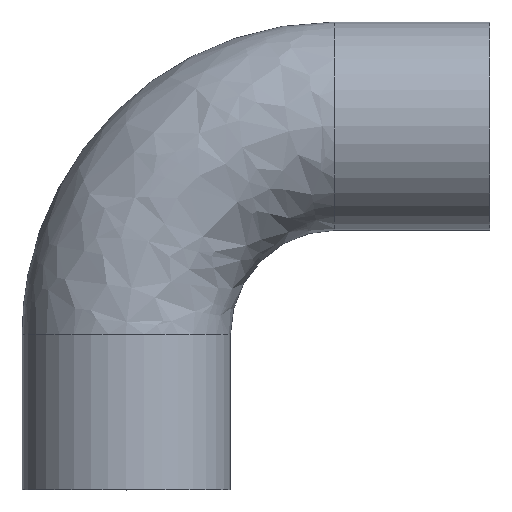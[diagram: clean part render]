
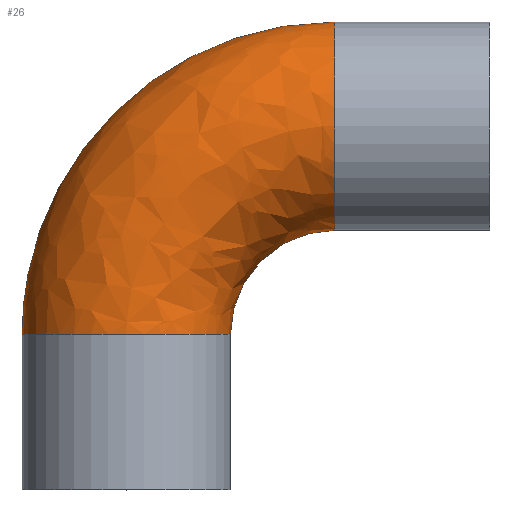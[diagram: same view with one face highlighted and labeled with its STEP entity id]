
A CAD part, top view. The second image highlights one B-rep face of the part: STEP entity #26.
In plain terms, the highlighted free-form (B-spline) face has degree [3, 3] with [7, 4] control points.
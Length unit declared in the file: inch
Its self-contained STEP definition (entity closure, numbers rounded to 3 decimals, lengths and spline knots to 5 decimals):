
#3 = FACE_OUTER_BOUND ( 'NONE', #29, .T. ) ;
#7 = CARTESIAN_POINT ( 'NONE',  ( 4.33071, 9.72441, 0. ) ) ;
#24 = DIRECTION ( 'NONE',  ( -1., 0., 0. ) ) ;
#26 = ADVANCED_FACE ( 'NONE', ( #3, #227 ), #148, .T. ) ;
#27 = CARTESIAN_POINT ( 'NONE',  ( -2.16535, 3.22835, 4.33071 ) ) ;
#29 = EDGE_LOOP ( 'NONE', ( #250 ) ) ;
#30 = CARTESIAN_POINT ( 'NONE',  ( 4.33071, 7.55906, 0. ) ) ;
#60 = CARTESIAN_POINT ( 'NONE',  ( 0.5254, 9.72441, 4.33071 ) ) ;
#61 = EDGE_LOOP ( 'NONE', ( #62 ) ) ;
#62 = ORIENTED_EDGE ( 'NONE', *, *, #185, .T. ) ;
#63 = CARTESIAN_POINT ( 'NONE',  ( 2.16535, 3.22835, 4.33071 ) ) ;
#76 = CARTESIAN_POINT ( 'NONE',  ( -2.16535, 3.22835, 0. ) ) ;
#81 = CARTESIAN_POINT ( 'NONE',  ( 4.33071, 5.3937, -4.33071 ) ) ;
#103 = DIRECTION ( 'NONE',  ( -1., 0., 0. ) ) ;
#112 = CARTESIAN_POINT ( 'NONE',  ( -2.16535, 3.22835, -4.33071 ) ) ;
#114 = AXIS2_PLACEMENT_3D ( 'NONE', #181, #158, #24 ) ;
#119 = CARTESIAN_POINT ( 'NONE',  ( -2.16535, 7.03365, 4.33071 ) ) ;
#123 = CARTESIAN_POINT ( 'NONE',  ( 3.06227, 5.3937, 0. ) ) ;
#132 = CARTESIAN_POINT ( 'NONE',  ( 4.33071, 9.72441, 0. ) ) ;
#147 = DIRECTION ( 'NONE',  ( 0., 1., 0. ) ) ;
#148 =( BOUNDED_SURFACE ( )  B_SPLINE_SURFACE ( 3, 3, ( 
 ( #232, #285, #174, #76 ),
 ( #176, #262, #265, #112 ),
 ( #81, #264, #194, #177 ),
 ( #184, #123, #190, #183 ),
 ( #251, #281, #223, #63 ),
 ( #205, #60, #119, #27 ),
 ( #132, #191, #198, #249 ) ),
 .UNSPECIFIED., .T., .F., .F. ) 
 B_SPLINE_SURFACE_WITH_KNOTS ( ( 4, 3, 4 ),
 ( 4, 4 ),
 ( 0., 0.5, 1. ),
 ( 0., 1. ),
 .UNSPECIFIED. ) 
 GEOMETRIC_REPRESENTATION_ITEM ( )  RATIONAL_B_SPLINE_SURFACE ( (
 ( 1., 0.805, 0.805, 1.),
 ( 0.333, 0.268, 0.268, 0.333),
 ( 0.333, 0.268, 0.268, 0.333),
 ( 1., 0.805, 0.805, 1.),
 ( 0.333, 0.268, 0.268, 0.333),
 ( 0.333, 0.268, 0.268, 0.333),
 ( 1., 0.805, 0.805, 1.) ) ) 
 REPRESENTATION_ITEM ( '' )  SURFACE ( )  );
#158 = DIRECTION ( 'NONE',  ( 0., 1., 0. ) ) ;
#167 = CARTESIAN_POINT ( 'NONE',  ( -2.16535, 3.22835, 0. ) ) ;
#174 = CARTESIAN_POINT ( 'NONE',  ( -2.16535, 7.03365, 0. ) ) ;
#176 = CARTESIAN_POINT ( 'NONE',  ( 4.33071, 9.72441, -4.33071 ) ) ;
#177 = CARTESIAN_POINT ( 'NONE',  ( 2.16535, 3.22835, -4.33071 ) ) ;
#181 = CARTESIAN_POINT ( 'NONE',  ( 0., 3.22835, 0. ) ) ;
#183 = CARTESIAN_POINT ( 'NONE',  ( 2.16535, 3.22835, 0. ) ) ;
#184 = CARTESIAN_POINT ( 'NONE',  ( 4.33071, 5.3937, 0. ) ) ;
#185 = EDGE_CURVE ( 'NONE', #274, #274, #298, .T. ) ;
#190 = CARTESIAN_POINT ( 'NONE',  ( 2.16535, 4.49678, 0. ) ) ;
#191 = CARTESIAN_POINT ( 'NONE',  ( 0.5254, 9.72441, 0. ) ) ;
#194 = CARTESIAN_POINT ( 'NONE',  ( 2.16535, 4.49678, -4.33071 ) ) ;
#198 = CARTESIAN_POINT ( 'NONE',  ( -2.16535, 7.03365, 0. ) ) ;
#205 = CARTESIAN_POINT ( 'NONE',  ( 4.33071, 9.72441, 4.33071 ) ) ;
#212 = VERTEX_POINT ( 'NONE', #7 ) ;
#221 = EDGE_CURVE ( 'NONE', #212, #212, #278, .T. ) ;
#223 = CARTESIAN_POINT ( 'NONE',  ( 2.16535, 4.49678, 4.33071 ) ) ;
#227 = FACE_OUTER_BOUND ( 'NONE', #61, .T. ) ;
#232 = CARTESIAN_POINT ( 'NONE',  ( 4.33071, 9.72441, 0. ) ) ;
#249 = CARTESIAN_POINT ( 'NONE',  ( -2.16535, 3.22835, 0. ) ) ;
#250 = ORIENTED_EDGE ( 'NONE', *, *, #221, .T. ) ;
#251 = CARTESIAN_POINT ( 'NONE',  ( 4.33071, 5.3937, 4.33071 ) ) ;
#262 = CARTESIAN_POINT ( 'NONE',  ( 0.5254, 9.72441, -4.33071 ) ) ;
#264 = CARTESIAN_POINT ( 'NONE',  ( 3.06227, 5.3937, -4.33071 ) ) ;
#265 = CARTESIAN_POINT ( 'NONE',  ( -2.16535, 7.03365, -4.33071 ) ) ;
#274 = VERTEX_POINT ( 'NONE', #167 ) ;
#278 = CIRCLE ( 'NONE', #288, 2.16535 ) ;
#281 = CARTESIAN_POINT ( 'NONE',  ( 3.06227, 5.3937, 4.33071 ) ) ;
#285 = CARTESIAN_POINT ( 'NONE',  ( 0.5254, 9.72441, 0. ) ) ;
#288 = AXIS2_PLACEMENT_3D ( 'NONE', #30, #103, #147 ) ;
#298 = CIRCLE ( 'NONE', #114, 2.16535 ) ;
